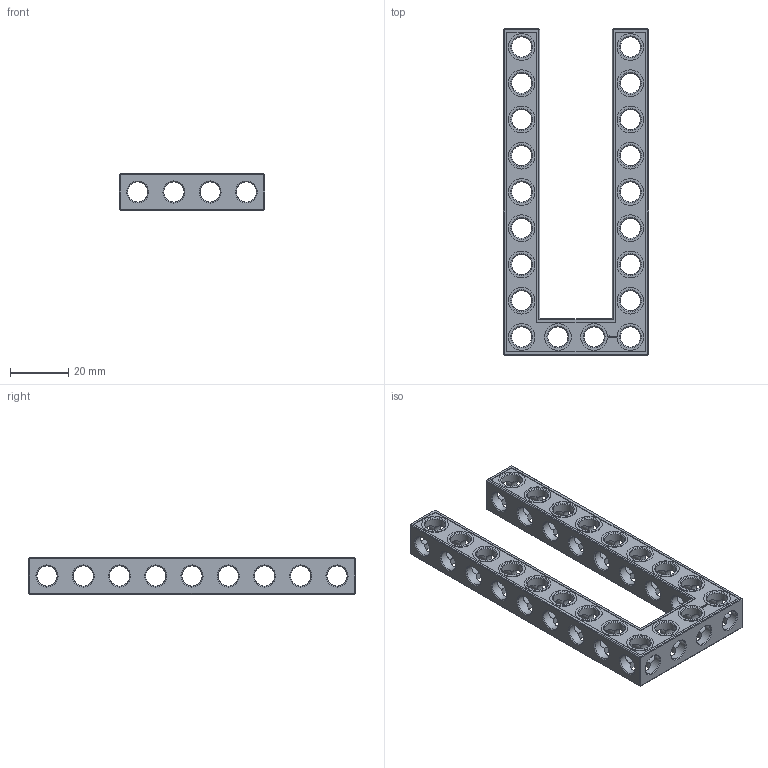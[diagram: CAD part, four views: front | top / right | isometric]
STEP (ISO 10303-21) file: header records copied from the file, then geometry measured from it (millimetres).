
FILE_DESCRIPTION(('FreeCAD Model'),'2;1');
FILE_NAME('Open CASCADE Shape Model','2022-02-23T00:39:20',( 'Paulo Kiefe'),('STEMFIE.org'),'Open CASCADE STEP processor 7.4', 'FreeCAD','Unknown');
FILE_SCHEMA(('AUTOMOTIVE_DESIGN { 1 0 10303 214 1 1 1 1 }'));
Products named in the file (1): Beam_AGD_ESS_USH_SYM_BU04x09x01_-_SPN-BEM-0327_(stemfie.org)
Bounding box: 50 x 112.5 x 12.5 mm (x, y, z)
Volume: 19546.6 mm3; surface area: 17550.2 mm2
Topology: 1 solids, 1 shells, 751 faces, 2204 edges, 1427 vertices
Faces by surface type: plane 396, extrusion 152, cylinder 121, cone 82
Full cylindrical faces by diameter (mm): 6.98 x20, 7 x81, 9.2 x20
Entity records: 133071 total; most frequent: CARTESIAN_POINT 91673, DIRECTION 6648, VECTOR 4624, LINE 4472, ORIENTED_EDGE 4408, PCURVE 4408, DEFINITIONAL_REPRESENTATION 4408, EDGE_CURVE 2204
